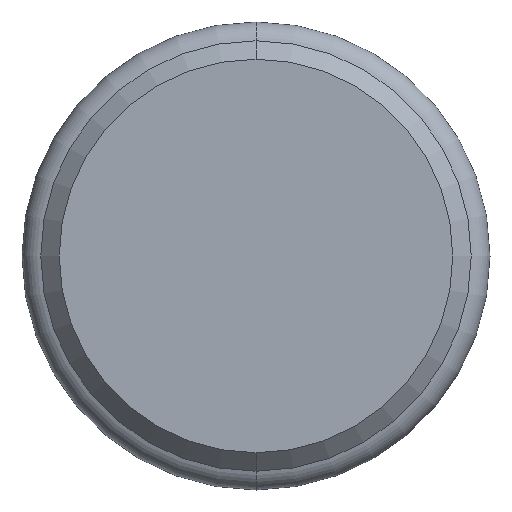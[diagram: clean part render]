
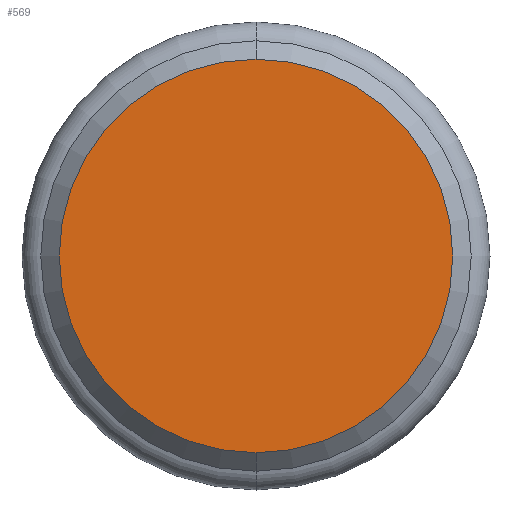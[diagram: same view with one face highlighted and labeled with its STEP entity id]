
A CAD part, front view. The second image highlights one B-rep face of the part: STEP entity #569.
In plain terms, the highlighted planar face has unit normal (0, -1, 0).
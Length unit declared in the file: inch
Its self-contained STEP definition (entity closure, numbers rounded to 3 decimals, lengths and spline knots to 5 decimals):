
#115=CARTESIAN_POINT('',(0.,0.,0.));
#116=DIRECTION('',(0.,1.,0.));
#117=DIRECTION('',(0.,0.,1.));
#118=AXIS2_PLACEMENT_3D('',#115,#116,#117);
#132=CARTESIAN_POINT('',(0.,0.,0.));
#133=DIRECTION('',(0.,1.,0.));
#134=DIRECTION('',(0.,0.,-1.));
#135=AXIS2_PLACEMENT_3D('',#132,#133,#134);
#510=CARTESIAN_POINT('',(0.,0.,0.481));
#511=CARTESIAN_POINT('',(0.,0.,-0.481));
#512=VERTEX_POINT('',#510);
#513=VERTEX_POINT('',#511);
#558=CARTESIAN_POINT('',(0.,0.,0.));
#559=DIRECTION('',(0.,1.,0.));
#560=DIRECTION('',(0.,0.,-1.));
#561=AXIS2_PLACEMENT_3D('',#558,#559,#560);
#562=PLANE('',#561);
#564=ORIENTED_EDGE('',*,*,#563,.T.);
#566=ORIENTED_EDGE('',*,*,#565,.T.);
#567=EDGE_LOOP('',(#564,#566));
#568=FACE_OUTER_BOUND('',#567,.F.);
#569=ADVANCED_FACE('',(#568),#562,.F.);
#119=CIRCLE('',#118,0.481);
#136=CIRCLE('',#135,0.481);
#563=EDGE_CURVE('',#512,#513,#119,.T.);
#565=EDGE_CURVE('',#513,#512,#136,.T.);
